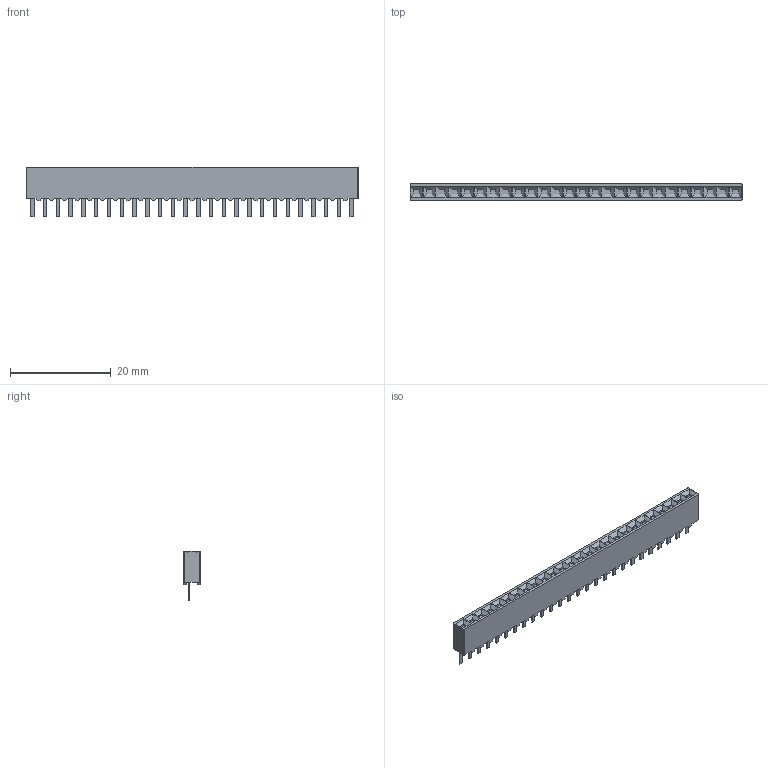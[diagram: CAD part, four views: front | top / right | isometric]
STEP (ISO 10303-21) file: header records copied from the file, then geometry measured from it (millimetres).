
FILE_DESCRIPTION((''),'2;1');
FILE_NAME('C-2-87879-1','2018-07-19T',('workeradm'),('TE Connectivity Ltd.'),'CREO PARAMETRIC BY PTC INC, 2016050','CREO PARAMETRIC BY PTC INC, 2016050','');
FILE_SCHEMA(('AUTOMOTIVE_DESIGN { 1 0 10303 214 1 1 1 1 }'));
Length unit declared in the file: millimetre
Products named in the file (1): C-2-87879-1
Bounding box: 66.04 x 3.2 x 9.91 mm (x, y, z)
Volume: 1280 mm3; surface area: 1597.1 mm2
Topology: 1 solids, 1 shells, 578 faces, 1468 edges, 944 vertices
Faces by surface type: plane 578
Entity records: 17076 total; most frequent: CARTESIAN_POINT 2992, ORIENTED_EDGE 2936, DIRECTION 2624, VECTOR 1468, LINE 1468, EDGE_CURVE 1468, VERTEX_POINT 944, EDGE_LOOP 630
